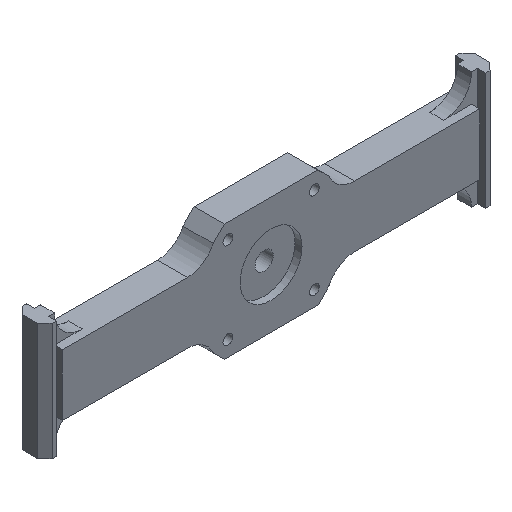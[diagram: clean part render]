
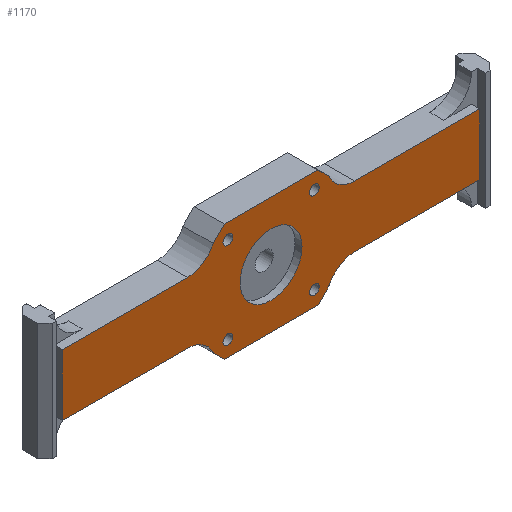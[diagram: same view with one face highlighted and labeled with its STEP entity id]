
A CAD part, isometric view. The second image highlights one B-rep face of the part: STEP entity #1170.
In plain terms, the highlighted planar face has unit normal (0, -1, 0).
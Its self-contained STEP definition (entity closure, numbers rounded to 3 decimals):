
#25=FACE_BOUND('',#205,.T.);
#26=FACE_BOUND('',#206,.T.);
#27=FACE_BOUND('',#207,.T.);
#28=FACE_BOUND('',#208,.T.);
#29=FACE_BOUND('',#209,.T.);
#72=PLANE('',#1281);
#133=FACE_OUTER_BOUND('',#204,.T.);
#204=EDGE_LOOP('',(#1071,#1072,#1073,#1074,#1075,#1076,#1077,#1078,#1079,
#1080,#1081,#1082,#1083,#1084,#1085,#1086));
#205=EDGE_LOOP('',(#1087));
#206=EDGE_LOOP('',(#1088));
#207=EDGE_LOOP('',(#1089));
#208=EDGE_LOOP('',(#1090));
#209=EDGE_LOOP('',(#1091));
#217=LINE('',#1631,#343);
#231=LINE('',#1678,#357);
#245=LINE('',#1749,#371);
#246=LINE('',#1752,#372);
#256=LINE('',#1774,#382);
#257=LINE('',#1777,#383);
#264=LINE('',#1790,#390);
#270=LINE('',#1808,#396);
#272=LINE('',#1811,#398);
#284=LINE('',#1833,#410);
#298=LINE('',#1859,#424);
#310=LINE('',#1881,#436);
#343=VECTOR('',#1305,10.);
#357=VECTOR('',#1345,10.);
#371=VECTOR('',#1423,10.);
#372=VECTOR('',#1426,10.);
#382=VECTOR('',#1446,10.);
#383=VECTOR('',#1449,10.);
#390=VECTOR('',#1458,10.);
#396=VECTOR('',#1478,10.);
#398=VECTOR('',#1482,10.);
#410=VECTOR('',#1498,10.);
#424=VECTOR('',#1520,10.);
#436=VECTOR('',#1536,10.);
#462=CIRCLE('',#1186,10.);
#469=CIRCLE('',#1197,10.);
#470=CIRCLE('',#1199,10.);
#477=CIRCLE('',#1210,10.);
#490=CIRCLE('',#1232,11.1);
#493=CIRCLE('',#1239,1.75);
#494=CIRCLE('',#1241,1.75);
#495=CIRCLE('',#1246,1.75);
#497=CIRCLE('',#1250,1.75);
#498=VERTEX_POINT('',#1606);
#499=VERTEX_POINT('',#1607);
#508=VERTEX_POINT('',#1628);
#509=VERTEX_POINT('',#1630);
#517=VERTEX_POINT('',#1649);
#518=VERTEX_POINT('',#1653);
#519=VERTEX_POINT('',#1654);
#528=VERTEX_POINT('',#1675);
#529=VERTEX_POINT('',#1677);
#537=VERTEX_POINT('',#1696);
#550=VERTEX_POINT('',#1736);
#554=VERTEX_POINT('',#1747);
#555=VERTEX_POINT('',#1751);
#559=VERTEX_POINT('',#1762);
#560=VERTEX_POINT('',#1766);
#562=VERTEX_POINT('',#1772);
#563=VERTEX_POINT('',#1776);
#568=VERTEX_POINT('',#1789);
#569=VERTEX_POINT('',#1793);
#571=VERTEX_POINT('',#1801);
#573=VERTEX_POINT('',#1807);
#606=EDGE_CURVE('',#498,#499,#462,.F.);
#617=EDGE_CURVE('',#509,#508,#217,.T.);
#626=EDGE_CURVE('',#517,#509,#469,.F.);
#628=EDGE_CURVE('',#518,#519,#470,.F.);
#639=EDGE_CURVE('',#529,#528,#231,.T.);
#648=EDGE_CURVE('',#537,#529,#477,.F.);
#666=EDGE_CURVE('',#550,#550,#490,.T.);
#672=EDGE_CURVE('',#499,#554,#245,.T.);
#673=EDGE_CURVE('',#555,#498,#246,.T.);
#679=EDGE_CURVE('',#559,#559,#493,.T.);
#681=EDGE_CURVE('',#560,#560,#494,.T.);
#685=EDGE_CURVE('',#519,#562,#256,.T.);
#686=EDGE_CURVE('',#563,#518,#257,.T.);
#693=EDGE_CURVE('',#568,#537,#264,.T.);
#695=EDGE_CURVE('',#569,#569,#495,.T.);
#699=EDGE_CURVE('',#571,#571,#497,.T.);
#702=EDGE_CURVE('',#573,#517,#270,.T.);
#704=EDGE_CURVE('',#555,#528,#272,.T.);
#716=EDGE_CURVE('',#568,#562,#284,.T.);
#730=EDGE_CURVE('',#508,#563,#298,.T.);
#742=EDGE_CURVE('',#573,#554,#310,.T.);
#1071=ORIENTED_EDGE('',*,*,#672,.T.);
#1072=ORIENTED_EDGE('',*,*,#742,.F.);
#1073=ORIENTED_EDGE('',*,*,#702,.T.);
#1074=ORIENTED_EDGE('',*,*,#626,.T.);
#1075=ORIENTED_EDGE('',*,*,#617,.T.);
#1076=ORIENTED_EDGE('',*,*,#730,.T.);
#1077=ORIENTED_EDGE('',*,*,#686,.T.);
#1078=ORIENTED_EDGE('',*,*,#628,.T.);
#1079=ORIENTED_EDGE('',*,*,#685,.T.);
#1080=ORIENTED_EDGE('',*,*,#716,.F.);
#1081=ORIENTED_EDGE('',*,*,#693,.T.);
#1082=ORIENTED_EDGE('',*,*,#648,.T.);
#1083=ORIENTED_EDGE('',*,*,#639,.T.);
#1084=ORIENTED_EDGE('',*,*,#704,.F.);
#1085=ORIENTED_EDGE('',*,*,#673,.T.);
#1086=ORIENTED_EDGE('',*,*,#606,.T.);
#1087=ORIENTED_EDGE('',*,*,#666,.T.);
#1088=ORIENTED_EDGE('',*,*,#679,.T.);
#1089=ORIENTED_EDGE('',*,*,#681,.T.);
#1090=ORIENTED_EDGE('',*,*,#695,.T.);
#1091=ORIENTED_EDGE('',*,*,#699,.T.);
#1170=ADVANCED_FACE('',(#133,#25,#26,#27,#28,#29),#72,.T.);
#1186=AXIS2_PLACEMENT_3D('',#1608,#1286,#1287);
#1197=AXIS2_PLACEMENT_3D('',#1650,#1321,#1322);
#1199=AXIS2_PLACEMENT_3D('',#1655,#1326,#1327);
#1210=AXIS2_PLACEMENT_3D('',#1697,#1361,#1362);
#1232=AXIS2_PLACEMENT_3D('',#1737,#1410,#1411);
#1239=AXIS2_PLACEMENT_3D('',#1763,#1434,#1435);
#1241=AXIS2_PLACEMENT_3D('',#1767,#1439,#1440);
#1246=AXIS2_PLACEMENT_3D('',#1794,#1462,#1463);
#1250=AXIS2_PLACEMENT_3D('',#1802,#1472,#1473);
#1281=AXIS2_PLACEMENT_3D('',#1935,#1602,#1603);
#1286=DIRECTION('center_axis',(0.,-1.,0.));
#1287=DIRECTION('ref_axis',(0.917,0.,0.4));
#1305=DIRECTION('',(1.,0.,0.));
#1321=DIRECTION('center_axis',(0.,-1.,0.));
#1322=DIRECTION('ref_axis',(-0.917,0.,0.4));
#1326=DIRECTION('center_axis',(0.,-1.,0.));
#1327=DIRECTION('ref_axis',(-0.917,0.,-0.4));
#1345=DIRECTION('',(-1.,0.,0.));
#1361=DIRECTION('center_axis',(0.,-1.,0.));
#1362=DIRECTION('ref_axis',(0.917,0.,-0.4));
#1410=DIRECTION('center_axis',(0.,1.,0.));
#1411=DIRECTION('ref_axis',(1.,0.,0.));
#1423=DIRECTION('',(0.707,0.,-0.707));
#1426=DIRECTION('',(1.,0.,0.));
#1434=DIRECTION('center_axis',(0.,1.,0.));
#1435=DIRECTION('ref_axis',(1.,0.,0.));
#1439=DIRECTION('center_axis',(0.,1.,0.));
#1440=DIRECTION('ref_axis',(1.,0.,0.));
#1446=DIRECTION('',(-0.707,0.,0.707));
#1449=DIRECTION('',(-1.,0.,0.));
#1458=DIRECTION('',(-0.707,0.,-0.707));
#1462=DIRECTION('center_axis',(0.,1.,0.));
#1463=DIRECTION('ref_axis',(1.,0.,0.));
#1472=DIRECTION('center_axis',(0.,1.,0.));
#1473=DIRECTION('ref_axis',(1.,0.,0.));
#1478=DIRECTION('',(0.707,0.,0.707));
#1482=DIRECTION('',(0.,0.,1.));
#1498=DIRECTION('',(1.,0.,0.));
#1520=DIRECTION('',(0.,0.,1.));
#1536=DIRECTION('',(-1.,0.,0.));
#1602=DIRECTION('center_axis',(0.,-1.,0.));
#1603=DIRECTION('ref_axis',(1.,0.,0.));
#1606=CARTESIAN_POINT('',(-29.965,-5.4,10.));
#1607=CARTESIAN_POINT('',(-20.8,-5.4,4.));
#1608=CARTESIAN_POINT('Origin',(-29.965,-5.4,0.));
#1628=CARTESIAN_POINT('',(74.8,-5.4,10.));
#1630=CARTESIAN_POINT('',(29.965,-5.4,10.));
#1631=CARTESIAN_POINT('',(-27.,-5.4,10.));
#1649=CARTESIAN_POINT('',(20.8,-5.4,4.));
#1650=CARTESIAN_POINT('Origin',(29.965,-5.4,0.));
#1653=CARTESIAN_POINT('',(29.965,-5.4,32.));
#1654=CARTESIAN_POINT('',(20.8,-5.4,38.));
#1655=CARTESIAN_POINT('Origin',(29.965,-5.4,42.));
#1675=CARTESIAN_POINT('',(-74.8,-5.4,32.));
#1677=CARTESIAN_POINT('',(-29.965,-5.4,32.));
#1678=CARTESIAN_POINT('',(-47.8,-5.4,32.));
#1696=CARTESIAN_POINT('',(-20.8,-5.4,38.));
#1697=CARTESIAN_POINT('Origin',(-29.965,-5.4,42.));
#1736=CARTESIAN_POINT('',(-11.1,-5.4,21.));
#1737=CARTESIAN_POINT('Origin',(0.,-5.4,21.));
#1747=CARTESIAN_POINT('',(-16.8,-5.4,0.));
#1749=CARTESIAN_POINT('',(-33.3,-5.4,16.5));
#1751=CARTESIAN_POINT('',(-74.8,-5.4,10.));
#1752=CARTESIAN_POINT('',(-74.8,-5.4,10.));
#1762=CARTESIAN_POINT('',(-17.25,-5.4,36.5));
#1763=CARTESIAN_POINT('Origin',(-15.5,-5.4,36.5));
#1766=CARTESIAN_POINT('',(-17.25,-5.4,5.5));
#1767=CARTESIAN_POINT('Origin',(-15.5,-5.4,5.5));
#1772=CARTESIAN_POINT('',(16.8,-5.4,42.));
#1774=CARTESIAN_POINT('',(6.4,-5.4,52.4));
#1776=CARTESIAN_POINT('',(74.8,-5.4,32.));
#1777=CARTESIAN_POINT('',(0.,-5.4,32.));
#1789=CARTESIAN_POINT('',(-16.8,-5.4,42.));
#1790=CARTESIAN_POINT('',(-41.8,-5.4,17.));
#1793=CARTESIAN_POINT('',(13.75,-5.4,36.5));
#1794=CARTESIAN_POINT('Origin',(15.5,-5.4,36.5));
#1801=CARTESIAN_POINT('',(13.75,-5.4,5.5));
#1802=CARTESIAN_POINT('Origin',(15.5,-5.4,5.5));
#1807=CARTESIAN_POINT('',(16.8,-5.4,0.));
#1808=CARTESIAN_POINT('',(-6.1,-5.4,-22.9));
#1811=CARTESIAN_POINT('',(-74.8,-5.4,0.));
#1833=CARTESIAN_POINT('',(0.,-5.4,42.));
#1859=CARTESIAN_POINT('',(74.8,-5.4,0.));
#1881=CARTESIAN_POINT('',(0.,-5.4,0.));
#1935=CARTESIAN_POINT('Origin',(-74.8,-5.4,0.));
